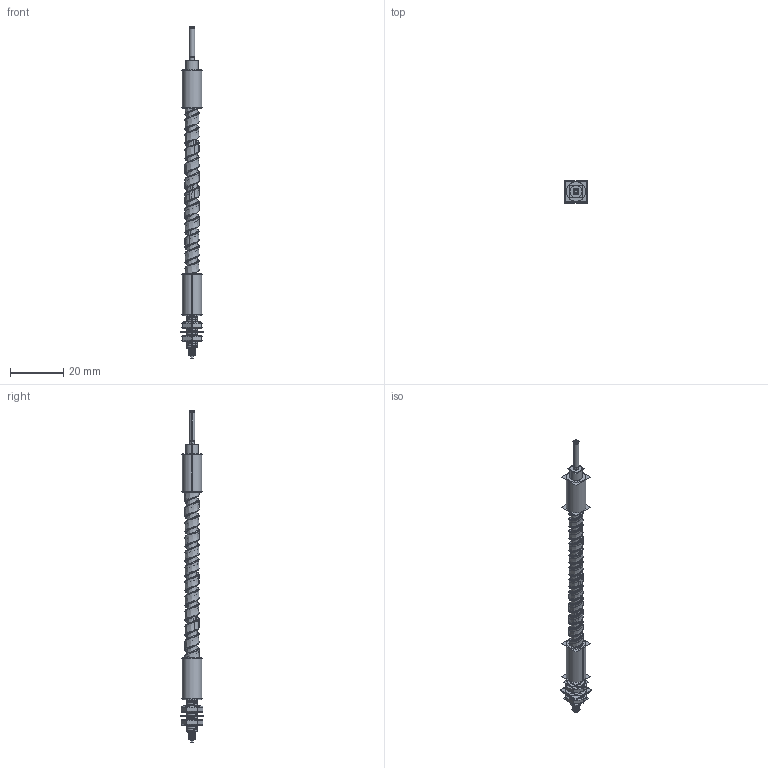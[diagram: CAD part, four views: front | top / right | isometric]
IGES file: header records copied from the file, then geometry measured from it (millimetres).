
Start section:  PTC IGES file: 192759.igs
Global section: file name: 192759.igs; native system: Creo Parametric by Parametric Technology Corporation; preprocessor: 2013230; author: pdmadmin; organization: Unknown; date: 20160209.174644; units: millimetre
Bounding box: 8.32 x 8.32 x 125.22 mm (x, y, z)
Volume: 1546.7 mm3; surface area: 25837 mm2
Topology: 7 solids, 9 shells, 526 faces, 2628 edges, 3302 vertices
Faces by surface type: bspline 266, revolution 260
